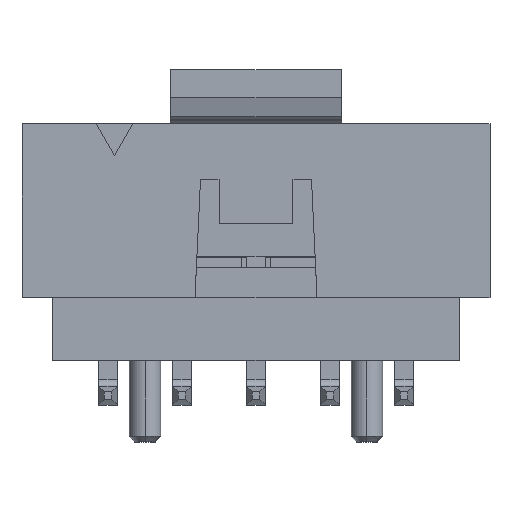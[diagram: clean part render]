
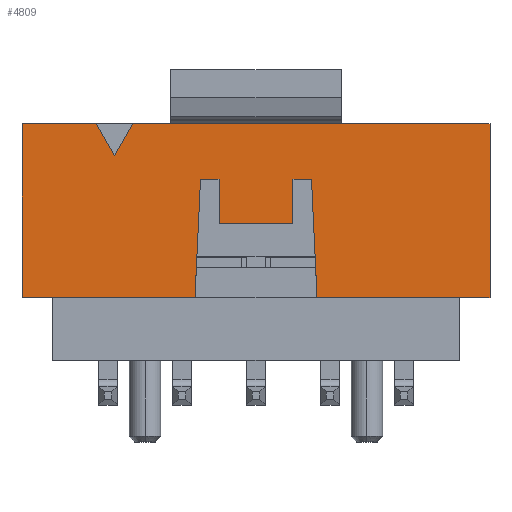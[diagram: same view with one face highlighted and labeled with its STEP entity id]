
A CAD part, top view. The second image highlights one B-rep face of the part: STEP entity #4809.
In plain terms, the highlighted planar face has unit normal (0, 0, 1).
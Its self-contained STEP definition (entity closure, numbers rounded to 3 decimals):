
#821=DIRECTION('',(0.5,-0.866,0.));
#822=VECTOR('',#821,1.);
#823=CARTESIAN_POINT('',(-4.325,3.2,3.15));
#824=LINE('',#823,#822);
#825=DIRECTION('',(0.5,0.866,0.));
#826=VECTOR('',#825,1.);
#827=CARTESIAN_POINT('',(-3.825,2.334,3.15));
#828=LINE('',#827,#826);
#829=DIRECTION('',(-1.,0.,0.));
#830=VECTOR('',#829,9.65);
#831=CARTESIAN_POINT('',(6.325,3.2,3.15));
#832=LINE('',#831,#830);
#833=DIRECTION('',(0.,1.,0.));
#834=VECTOR('',#833,4.7);
#835=CARTESIAN_POINT('',(6.325,-1.5,3.15));
#836=LINE('',#835,#834);
#837=DIRECTION('',(1.,0.,0.));
#838=VECTOR('',#837,4.675);
#839=CARTESIAN_POINT('',(1.65,-1.5,3.15));
#840=LINE('',#839,#838);
#841=DIRECTION('',(-0.047,0.999,0.));
#842=VECTOR('',#841,3.204);
#843=CARTESIAN_POINT('',(1.65,-1.5,3.15));
#844=LINE('',#843,#842);
#845=DIRECTION('',(-1.,0.,0.));
#846=VECTOR('',#845,0.5);
#847=CARTESIAN_POINT('',(1.5,1.7,3.15));
#848=LINE('',#847,#846);
#849=DIRECTION('',(0.,-1.,0.));
#850=VECTOR('',#849,1.2);
#851=CARTESIAN_POINT('',(1.,1.7,3.15));
#852=LINE('',#851,#850);
#853=DIRECTION('',(-1.,0.,0.));
#854=VECTOR('',#853,2.);
#855=CARTESIAN_POINT('',(1.,0.5,3.15));
#856=LINE('',#855,#854);
#857=DIRECTION('',(0.,1.,0.));
#858=VECTOR('',#857,1.2);
#859=CARTESIAN_POINT('',(-1.,0.5,3.15));
#860=LINE('',#859,#858);
#861=DIRECTION('',(-1.,0.,0.));
#862=VECTOR('',#861,0.5);
#863=CARTESIAN_POINT('',(-1.,1.7,3.15));
#864=LINE('',#863,#862);
#865=DIRECTION('',(-0.047,-0.999,0.));
#866=VECTOR('',#865,3.204);
#867=CARTESIAN_POINT('',(-1.5,1.7,3.15));
#868=LINE('',#867,#866);
#869=DIRECTION('',(1.,0.,0.));
#870=VECTOR('',#869,4.675);
#871=CARTESIAN_POINT('',(-6.325,-1.5,3.15));
#872=LINE('',#871,#870);
#873=DIRECTION('',(0.,-1.,0.));
#874=VECTOR('',#873,4.7);
#875=CARTESIAN_POINT('',(-6.325,3.2,3.15));
#876=LINE('',#875,#874);
#877=DIRECTION('',(-1.,0.,0.));
#878=VECTOR('',#877,2.);
#879=CARTESIAN_POINT('',(-4.325,3.2,3.15));
#880=LINE('',#879,#878);
#3013=CARTESIAN_POINT('',(-6.325,3.2,3.15));
#3014=CARTESIAN_POINT('',(-6.325,-1.5,3.15));
#3015=VERTEX_POINT('',#3013);
#3016=VERTEX_POINT('',#3014);
#3017=CARTESIAN_POINT('',(6.325,-1.5,3.15));
#3018=CARTESIAN_POINT('',(6.325,3.2,3.15));
#3019=VERTEX_POINT('',#3017);
#3020=VERTEX_POINT('',#3018);
#3109=CARTESIAN_POINT('',(-4.325,3.2,3.15));
#3110=CARTESIAN_POINT('',(-3.825,2.334,3.15));
#3111=VERTEX_POINT('',#3109);
#3112=VERTEX_POINT('',#3110);
#3113=CARTESIAN_POINT('',(-3.325,3.2,3.15));
#3114=VERTEX_POINT('',#3113);
#3153=CARTESIAN_POINT('',(-1.,1.7,3.15));
#3154=CARTESIAN_POINT('',(-1.5,1.7,3.15));
#3155=VERTEX_POINT('',#3153);
#3156=VERTEX_POINT('',#3154);
#3157=CARTESIAN_POINT('',(-1.65,-1.5,3.15));
#3158=VERTEX_POINT('',#3157);
#3159=CARTESIAN_POINT('',(1.65,-1.5,3.15));
#3160=CARTESIAN_POINT('',(1.5,1.7,3.15));
#3161=VERTEX_POINT('',#3159);
#3162=VERTEX_POINT('',#3160);
#3163=CARTESIAN_POINT('',(1.,1.7,3.15));
#3164=VERTEX_POINT('',#3163);
#3185=CARTESIAN_POINT('',(1.,0.5,3.15));
#3186=VERTEX_POINT('',#3185);
#3187=CARTESIAN_POINT('',(-1.,0.5,3.15));
#3188=VERTEX_POINT('',#3187);
#4779=CARTESIAN_POINT('',(0.,0.,3.15));
#4780=DIRECTION('',(0.,0.,1.));
#4781=DIRECTION('',(1.,0.,0.));
#4782=AXIS2_PLACEMENT_3D('',#4779,#4780,#4781);
#4783=PLANE('',#4782);
#4785=ORIENTED_EDGE('',*,*,#4784,.T.);
#4787=ORIENTED_EDGE('',*,*,#4786,.T.);
#4788=ORIENTED_EDGE('',*,*,#4022,.F.);
#4789=ORIENTED_EDGE('',*,*,#4042,.F.);
#4790=ORIENTED_EDGE('',*,*,#4730,.F.);
#4792=ORIENTED_EDGE('',*,*,#4791,.T.);
#4794=ORIENTED_EDGE('',*,*,#4793,.T.);
#4796=ORIENTED_EDGE('',*,*,#4795,.T.);
#4798=ORIENTED_EDGE('',*,*,#4797,.T.);
#4800=ORIENTED_EDGE('',*,*,#4799,.T.);
#4802=ORIENTED_EDGE('',*,*,#4801,.T.);
#4803=ORIENTED_EDGE('',*,*,#4767,.T.);
#4804=ORIENTED_EDGE('',*,*,#4735,.F.);
#4805=ORIENTED_EDGE('',*,*,#3954,.F.);
#4806=ORIENTED_EDGE('',*,*,#4007,.F.);
#4807=EDGE_LOOP('',(#4785,#4787,#4788,#4789,#4790,#4792,#4794,#4796,#4798,#4800,
#4802,#4803,#4804,#4805,#4806));
#4808=FACE_OUTER_BOUND('',#4807,.F.);
#4809=ADVANCED_FACE('',(#4808),#4783,.T.);
#3954=EDGE_CURVE('',#3015,#3016,#876,.T.);
#4007=EDGE_CURVE('',#3111,#3015,#880,.T.);
#4022=EDGE_CURVE('',#3020,#3114,#832,.T.);
#4042=EDGE_CURVE('',#3019,#3020,#836,.T.);
#4730=EDGE_CURVE('',#3161,#3019,#840,.T.);
#4735=EDGE_CURVE('',#3016,#3158,#872,.T.);
#4767=EDGE_CURVE('',#3156,#3158,#868,.T.);
#4784=EDGE_CURVE('',#3111,#3112,#824,.T.);
#4786=EDGE_CURVE('',#3112,#3114,#828,.T.);
#4791=EDGE_CURVE('',#3161,#3162,#844,.T.);
#4793=EDGE_CURVE('',#3162,#3164,#848,.T.);
#4795=EDGE_CURVE('',#3164,#3186,#852,.T.);
#4797=EDGE_CURVE('',#3186,#3188,#856,.T.);
#4799=EDGE_CURVE('',#3188,#3155,#860,.T.);
#4801=EDGE_CURVE('',#3155,#3156,#864,.T.);
